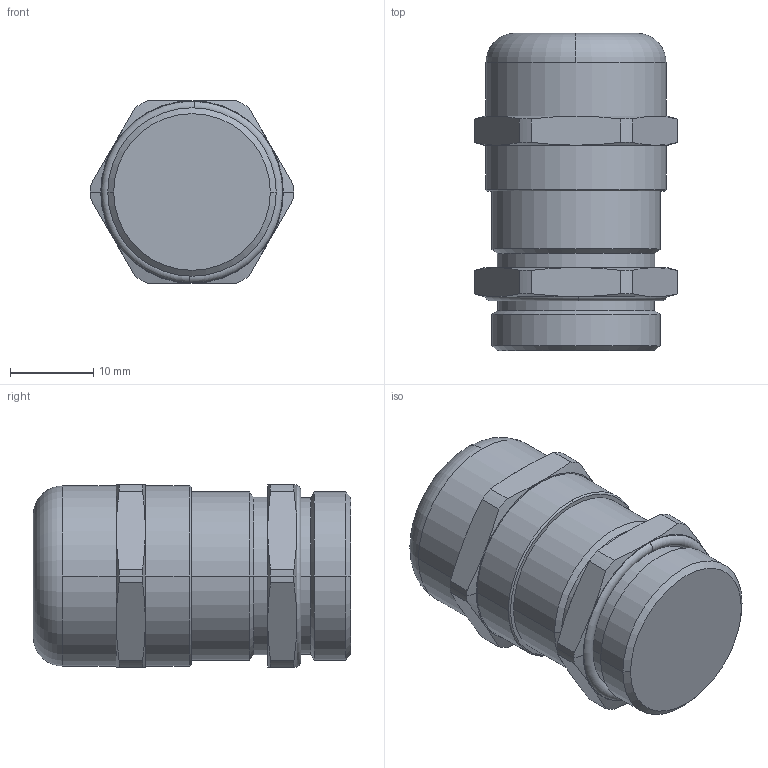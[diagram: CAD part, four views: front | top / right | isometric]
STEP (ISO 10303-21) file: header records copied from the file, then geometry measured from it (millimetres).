
FILE_DESCRIPTION (( 'STEP AP203' ), '1' );
FILE_NAME ('BSEM-E4-PG13T-WCL.step', '2021-11-30T13:46:26', ( '' ), ( '' ), 'SwSTEP 2.0', 'SolidWorks 2021', '' );
FILE_SCHEMA (( 'CONFIG_CONTROL_DESIGN' ));
Length unit declared in the file: inch
Products named in the file (1): BSEM-E4-PG13T-WCL
Bounding box: 24.5 x 38.24 x 22 mm (x, y, z)
Volume: 13418.4 mm3; surface area: 3565.9 mm2
Topology: 1 solids, 1 shells, 92 faces, 210 edges, 126 vertices
Faces by surface type: cone 38, cylinder 28, plane 20, torus 6
Entity records: 2617 total; most frequent: CARTESIAN_POINT 525, DIRECTION 456, ORIENTED_EDGE 420, EDGE_CURVE 210, AXIS2_PLACEMENT_3D 201, VERTEX_POINT 126, CIRCLE 108, EDGE_LOOP 98
